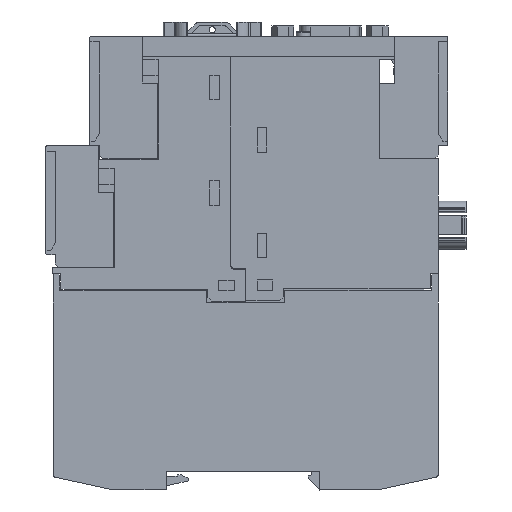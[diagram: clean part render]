
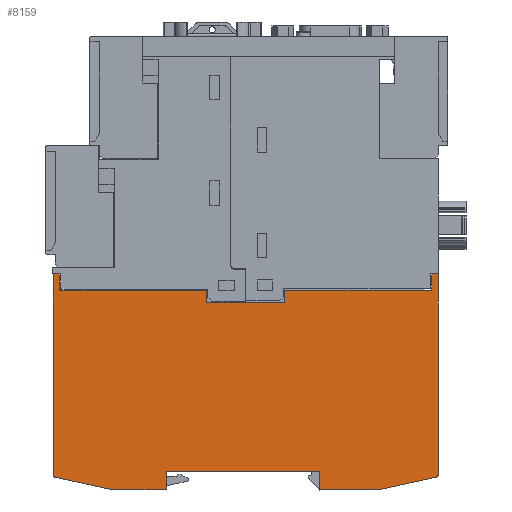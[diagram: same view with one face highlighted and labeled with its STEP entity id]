
A CAD part, left-side view. The second image highlights one B-rep face of the part: STEP entity #8159.
In plain terms, the highlighted planar face has unit normal (-1, 0, 0).
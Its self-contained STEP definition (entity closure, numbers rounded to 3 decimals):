
#8159=ADVANCED_FACE('',(#16545),#16546,.F.);
#16545=FACE_OUTER_BOUND('',#24922,.T.);
#16546=PLANE('',#24923);
#24922=EDGE_LOOP('',(#50659,#50660,#50661,#50662,#50663,#50664,#50665,#50666,#50667,#50668,#50669,#50670,#50671,#50672,#50673,#50674,#50675,#50676,#50677,#50678,#50679,#50680));
#24923=AXIS2_PLACEMENT_3D('',#50681,#50682,#50683);
#50659=ORIENTED_EDGE('',*,*,#60849,.T.);
#50660=ORIENTED_EDGE('',*,*,#60785,.T.);
#50661=ORIENTED_EDGE('',*,*,#60790,.T.);
#50662=ORIENTED_EDGE('',*,*,#60793,.T.);
#50663=ORIENTED_EDGE('',*,*,#60797,.T.);
#50664=ORIENTED_EDGE('',*,*,#60800,.T.);
#50665=ORIENTED_EDGE('',*,*,#60802,.T.);
#50666=ORIENTED_EDGE('',*,*,#60621,.T.);
#50667=ORIENTED_EDGE('',*,*,#60806,.T.);
#50668=ORIENTED_EDGE('',*,*,#60809,.T.);
#50669=ORIENTED_EDGE('',*,*,#58053,.T.);
#50670=ORIENTED_EDGE('',*,*,#60813,.T.);
#50671=ORIENTED_EDGE('',*,*,#60817,.F.);
#50672=ORIENTED_EDGE('',*,*,#60821,.T.);
#50673=ORIENTED_EDGE('',*,*,#60824,.T.);
#50674=ORIENTED_EDGE('',*,*,#60827,.T.);
#50675=ORIENTED_EDGE('',*,*,#60675,.T.);
#50676=ORIENTED_EDGE('',*,*,#60727,.T.);
#50677=ORIENTED_EDGE('',*,*,#60834,.T.);
#50678=ORIENTED_EDGE('',*,*,#60838,.T.);
#50679=ORIENTED_EDGE('',*,*,#60842,.F.);
#50680=ORIENTED_EDGE('',*,*,#60846,.T.);
#50681=CARTESIAN_POINT('',(0.1,58.352,28.736));
#50682=DIRECTION('',(1.0,0.0,0.0));
#50683=DIRECTION('',(0.0,0.0,-1.0));
#58053=EDGE_CURVE('',#71906,#71903,#71907,.T.);
#60621=EDGE_CURVE('',#75614,#75612,#75615,.T.);
#60675=EDGE_CURVE('',#75672,#75694,#75696,.T.);
#60727=EDGE_CURVE('',#75694,#75768,#75770,.T.);
#60785=EDGE_CURVE('',#75855,#75853,#75856,.T.);
#60790=EDGE_CURVE('',#75853,#75861,#75863,.T.);
#60793=EDGE_CURVE('',#75861,#75865,#75867,.T.);
#60797=EDGE_CURVE('',#75865,#75870,#75872,.T.);
#60800=EDGE_CURVE('',#75870,#75874,#75876,.T.);
#60802=EDGE_CURVE('',#75874,#75614,#75878,.T.);
#60806=EDGE_CURVE('',#75612,#75882,#75884,.T.);
#60809=EDGE_CURVE('',#75882,#71906,#75887,.T.);
#60813=EDGE_CURVE('',#71903,#75891,#75893,.T.);
#60817=EDGE_CURVE('',#75897,#75891,#75899,.T.);
#60821=EDGE_CURVE('',#75897,#75903,#75905,.T.);
#60824=EDGE_CURVE('',#75903,#75907,#75909,.T.);
#60827=EDGE_CURVE('',#75907,#75672,#75912,.T.);
#60834=EDGE_CURVE('',#75768,#75920,#75922,.T.);
#60838=EDGE_CURVE('',#75920,#75926,#75928,.T.);
#60842=EDGE_CURVE('',#75932,#75926,#75934,.T.);
#60846=EDGE_CURVE('',#75932,#75938,#75940,.T.);
#60849=EDGE_CURVE('',#75938,#75855,#75943,.T.);
#71903=VERTEX_POINT('',#91850);
#71906=VERTEX_POINT('',#91854);
#71907=LINE('',#91855,#91856);
#75612=VERTEX_POINT('',#97266);
#75614=VERTEX_POINT('',#97269);
#75615=LINE('',#97270,#97271);
#75672=VERTEX_POINT('',#97350);
#75694=VERTEX_POINT('',#97383);
#75696=LINE('',#97386,#97387);
#75768=VERTEX_POINT('',#97494);
#75770=LINE('',#97497,#97498);
#75853=VERTEX_POINT('',#97620);
#75855=VERTEX_POINT('',#97623);
#75856=LINE('',#97624,#97625);
#75861=VERTEX_POINT('',#97632);
#75863=LINE('',#97635,#97636);
#75865=VERTEX_POINT('',#97638);
#75867=LINE('',#97641,#97642);
#75870=VERTEX_POINT('',#97646);
#75872=LINE('',#97649,#97650);
#75874=VERTEX_POINT('',#97652);
#75876=LINE('',#97655,#97656);
#75878=LINE('',#97658,#97659);
#75882=VERTEX_POINT('',#97664);
#75884=LINE('',#97667,#97668);
#75887=LINE('',#97672,#97673);
#75891=VERTEX_POINT('',#97678);
#75893=LINE('',#97681,#97682);
#75897=VERTEX_POINT('',#97686);
#75899=CIRCLE('',#97689,0.8);
#75903=VERTEX_POINT('',#97694);
#75905=LINE('',#97697,#97698);
#75907=VERTEX_POINT('',#97700);
#75909=LINE('',#97703,#97704);
#75912=LINE('',#97708,#97709);
#75920=VERTEX_POINT('',#97720);
#75922=LINE('',#97723,#97724);
#75926=VERTEX_POINT('',#97729);
#75928=LINE('',#97732,#97733);
#75932=VERTEX_POINT('',#97737);
#75934=CIRCLE('',#97740,0.8);
#75938=VERTEX_POINT('',#97745);
#75940=LINE('',#97748,#97749);
#75943=LINE('',#97753,#97754);
#91850=CARTESIAN_POINT('',(0.1,109.33,57.2));
#91854=CARTESIAN_POINT('',(0.1,107.93,57.2));
#91855=CARTESIAN_POINT('',(0.1,107.93,57.2));
#91856=VECTOR('',#105111,1.0);
#97266=CARTESIAN_POINT('',(0.1,107.53,52.9));
#97269=CARTESIAN_POINT('',(0.1,68.63,52.9));
#97270=CARTESIAN_POINT('',(0.1,68.63,52.9));
#97271=VECTOR('',#107205,1.0);
#97350=CARTESIAN_POINT('',(0.1,79.33,5.));
#97383=CARTESIAN_POINT('',(0.1,38.83,5.));
#97386=CARTESIAN_POINT('',(0.1,79.33,5.));
#97387=VECTOR('',#107258,1.0);
#97494=CARTESIAN_POINT('',(0.1,38.83,0.));
#97497=CARTESIAN_POINT('',(0.1,38.83,5.));
#97498=VECTOR('',#107295,1.0);
#97620=CARTESIAN_POINT('',(0.1,9.13,56.8));
#97623=CARTESIAN_POINT('',(0.1,8.73,57.2));
#97624=CARTESIAN_POINT('',(0.1,8.73,57.2));
#97625=VECTOR('',#107336,1.0);
#97632=CARTESIAN_POINT('',(0.1,9.13,52.9));
#97635=CARTESIAN_POINT('',(0.1,9.13,56.8));
#97636=VECTOR('',#107340,1.0);
#97638=CARTESIAN_POINT('',(0.1,48.03,52.9));
#97641=CARTESIAN_POINT('',(0.1,9.13,52.9));
#97642=VECTOR('',#107342,1.0);
#97646=CARTESIAN_POINT('',(0.1,48.03,49.7));
#97649=CARTESIAN_POINT('',(0.1,48.03,52.9));
#97650=VECTOR('',#107345,1.0);
#97652=CARTESIAN_POINT('',(0.1,68.63,49.7));
#97655=CARTESIAN_POINT('',(0.1,48.03,49.7));
#97656=VECTOR('',#107347,1.0);
#97658=CARTESIAN_POINT('',(0.1,68.63,49.7));
#97659=VECTOR('',#107348,1.0);
#97664=CARTESIAN_POINT('',(0.1,107.53,56.8));
#97667=CARTESIAN_POINT('',(0.1,107.53,52.9));
#97668=VECTOR('',#107351,1.0);
#97672=CARTESIAN_POINT('',(0.1,107.53,56.8));
#97673=VECTOR('',#107353,1.0);
#97678=CARTESIAN_POINT('',(0.1,109.33,4.144));
#97681=CARTESIAN_POINT('',(0.1,109.33,57.2));
#97682=VECTOR('',#107356,1.0);
#97686=CARTESIAN_POINT('',(0.1,108.701,3.362));
#97689=AXIS2_PLACEMENT_3D('',#107361,#107362,#107363);
#97694=CARTESIAN_POINT('',(0.1,93.33,0.));
#97697=CARTESIAN_POINT('',(0.1,108.701,3.362));
#97698=VECTOR('',#107366,1.0);
#97700=CARTESIAN_POINT('',(0.1,79.33,0.));
#97703=CARTESIAN_POINT('',(0.1,93.33,0.));
#97704=VECTOR('',#107368,1.0);
#97708=CARTESIAN_POINT('',(0.1,79.33,0.));
#97709=VECTOR('',#107370,1.0);
#97720=CARTESIAN_POINT('',(0.1,23.33,0.));
#97723=CARTESIAN_POINT('',(0.1,38.83,0.));
#97724=VECTOR('',#107375,1.0);
#97729=CARTESIAN_POINT('',(0.1,7.959,3.362));
#97732=CARTESIAN_POINT('',(0.1,23.33,0.));
#97733=VECTOR('',#107378,1.0);
#97737=CARTESIAN_POINT('',(0.1,7.33,4.144));
#97740=AXIS2_PLACEMENT_3D('',#107383,#107384,#107385);
#97745=CARTESIAN_POINT('',(0.1,7.33,57.2));
#97748=CARTESIAN_POINT('',(0.1,7.33,4.144));
#97749=VECTOR('',#107388,1.0);
#97753=CARTESIAN_POINT('',(0.1,7.33,57.2));
#97754=VECTOR('',#107390,1.0);
#105111=DIRECTION('',(0.0,1.0,0.0));
#107205=DIRECTION('',(0.0,1.0,0.0));
#107258=DIRECTION('',(0.0,-1.0,0.0));
#107295=DIRECTION('',(0.0,0.0,-1.0));
#107336=DIRECTION('',(0.0,0.707,-0.707));
#107340=DIRECTION('',(0.0,0.0,-1.0));
#107342=DIRECTION('',(0.0,1.0,0.0));
#107345=DIRECTION('',(0.0,0.0,-1.0));
#107347=DIRECTION('',(0.0,1.0,0.0));
#107348=DIRECTION('',(0.0,0.0,1.0));
#107351=DIRECTION('',(0.0,0.0,1.0));
#107353=DIRECTION('',(0.0,0.707,0.707));
#107356=DIRECTION('',(0.0,0.0,-1.0));
#107361=CARTESIAN_POINT('',(0.1,108.53,4.144));
#107362=DIRECTION('',(1.0,0.0,0.0));
#107363=DIRECTION('',(0.0,0.214,-0.977));
#107366=DIRECTION('',(0.0,-0.977,-0.214));
#107368=DIRECTION('',(0.0,-1.0,0.0));
#107370=DIRECTION('',(0.0,0.0,1.0));
#107375=DIRECTION('',(0.0,-1.0,0.0));
#107378=DIRECTION('',(0.0,-0.977,0.214));
#107383=CARTESIAN_POINT('',(0.1,8.13,4.144));
#107384=DIRECTION('',(1.0,0.0,0.0));
#107385=DIRECTION('',(0.0,-1.0,0.));
#107388=DIRECTION('',(0.0,0.0,1.0));
#107390=DIRECTION('',(0.0,1.0,0.0));
